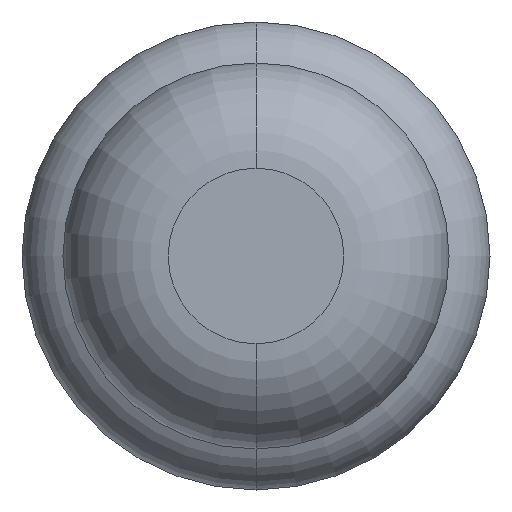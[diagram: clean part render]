
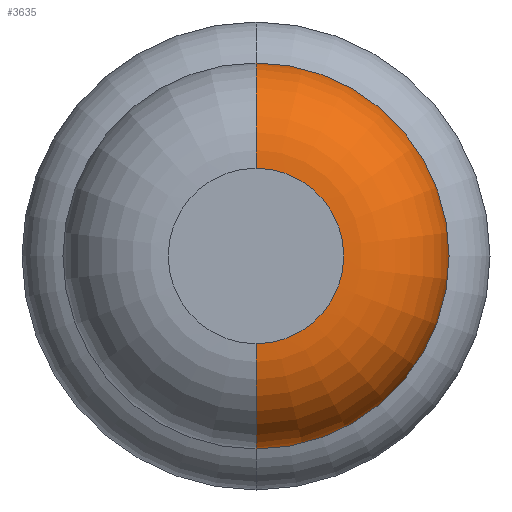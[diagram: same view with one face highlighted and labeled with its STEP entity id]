
A CAD part, front view. The second image highlights one B-rep face of the part: STEP entity #3635.
In plain terms, the highlighted toroidal (fillet/blend) face has major radius 0.375 mm and minor radius 0.45 mm.
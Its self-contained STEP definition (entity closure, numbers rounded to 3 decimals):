
#60 = CARTESIAN_POINT ( 'NONE',  ( 0., -29., 0. ) ) ;
#84 = TOROIDAL_SURFACE ( 'NONE', #4269, 0.375, 0.45 ) ;
#241 = FACE_OUTER_BOUND ( 'NONE', #536, .T. ) ;
#244 = CARTESIAN_POINT ( 'NONE',  ( 0., -28.55, 0.375 ) ) ;
#256 = EDGE_CURVE ( 'Defeature ausgef�hrt1_9+Defeature ausgef�hrt1_8+Defeature ausgef�hrt1_8+Defeature ausgef�hrt1_8', #909, #1123, #4091, .T. ) ;
#333 = DIRECTION ( 'NONE',  ( 1., 0., 0. ) ) ;
#379 = ORIENTED_EDGE ( 'NONE', *, *, #3883, .T. ) ;
#388 = AXIS2_PLACEMENT_3D ( 'NONE', #1023, #333, #1348 ) ;
#499 = CIRCLE ( 'NONE', #1635, 0.375 ) ;
#536 = EDGE_LOOP ( 'NONE', ( #585, #379, #2341, #2419 ) ) ;
#551 = CARTESIAN_POINT ( 'NONE',  ( 0., -28.55, 0.825 ) ) ;
#585 = ORIENTED_EDGE ( 'NONE', *, *, #4396, .T. ) ;
#874 = DIRECTION ( 'NONE',  ( -1., 0., 0. ) ) ;
#909 = VERTEX_POINT ( 'NONE', #551 ) ;
#1023 = CARTESIAN_POINT ( 'NONE',  ( 0., -28.55, -0.375 ) ) ;
#1093 = CARTESIAN_POINT ( 'NONE',  ( 0., -29., -0.375 ) ) ;
#1123 = VERTEX_POINT ( 'NONE', #2759 ) ;
#1213 = CARTESIAN_POINT ( 'NONE',  ( 0., -29., 0.375 ) ) ;
#1348 = DIRECTION ( 'NONE',  ( 0., 0., -1. ) ) ;
#1406 = DIRECTION ( 'NONE',  ( 0., 1., 0. ) ) ;
#1455 = DIRECTION ( 'NONE',  ( 0., 0., 1. ) ) ;
#1635 = AXIS2_PLACEMENT_3D ( 'NONE', #60, #1406, #1455 ) ;
#2053 = VERTEX_POINT ( 'NONE', #1093 ) ;
#2204 = EDGE_CURVE ( 'NONE', #3369, #909, #3551, .T. ) ;
#2341 = ORIENTED_EDGE ( 'NONE', *, *, #256, .F. ) ;
#2419 = ORIENTED_EDGE ( 'NONE', *, *, #2204, .F. ) ;
#2578 = DIRECTION ( 'NONE',  ( 0., 0., 1. ) ) ;
#2759 = CARTESIAN_POINT ( 'NONE',  ( 0., -28.55, -0.825 ) ) ;
#2904 = CARTESIAN_POINT ( 'NONE',  ( 0., -28.55, 0. ) ) ;
#2940 = DIRECTION ( 'NONE',  ( 0., 0., 1. ) ) ;
#3312 = DIRECTION ( 'NONE',  ( 0., 0., 1. ) ) ;
#3324 = CARTESIAN_POINT ( 'NONE',  ( 0., -28.55, 0. ) ) ;
#3369 = VERTEX_POINT ( 'NONE', #1213 ) ;
#3467 = AXIS2_PLACEMENT_3D ( 'NONE', #2904, #3595, #2578 ) ;
#3551 = CIRCLE ( 'NONE', #3673, 0.45 ) ;
#3595 = DIRECTION ( 'NONE',  ( 0., 1., 0. ) ) ;
#3635 = ADVANCED_FACE ( 'Defeature ausgef�hrt1_8', ( #241 ), #84, .T. ) ;
#3673 = AXIS2_PLACEMENT_3D ( 'NONE', #244, #874, #3312 ) ;
#3883 = EDGE_CURVE ( 'NONE', #2053, #1123, #3915, .T. ) ;
#3915 = CIRCLE ( 'NONE', #388, 0.45 ) ;
#4091 = CIRCLE ( 'NONE', #3467, 0.825 ) ;
#4269 = AXIS2_PLACEMENT_3D ( 'NONE', #3324, #4285, #2940 ) ;
#4285 = DIRECTION ( 'NONE',  ( 0., 1., 0. ) ) ;
#4396 = EDGE_CURVE ( 'Defeature ausgef�hrt1_8+Defeature ausgef�hrt1_7+Defeature ausgef�hrt1_7+Defeature ausgef�hrt1_7', #3369, #2053, #499, .T. ) ;
